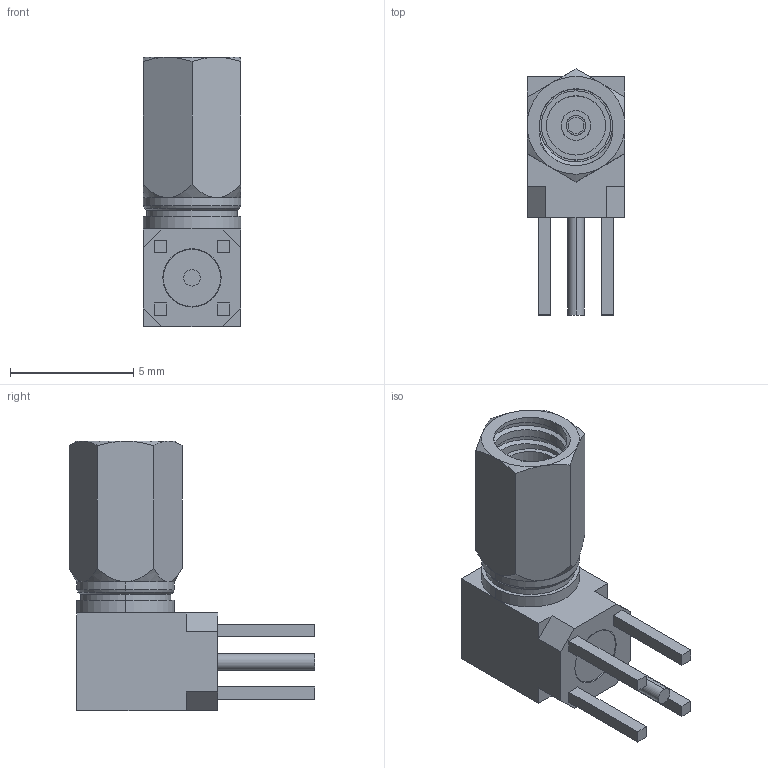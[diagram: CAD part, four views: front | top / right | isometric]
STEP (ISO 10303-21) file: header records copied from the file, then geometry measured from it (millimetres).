
FILE_DESCRIPTION (( 'STEP AP214' ), '1' );
FILE_NAME ('RFPCB-SMC-MR-12G-199_3D.step', '2023-03-17T15:13:16', ( '' ), ( '' ), 'SwSTEP 2.0', 'SolidWorks 2022', '' );
FILE_SCHEMA (( 'AUTOMOTIVE_DESIGN' ));
Length unit declared in the file: inch
Products named in the file (1): RFPCB-SMC-MR-12G-199_3D
Bounding box: 3.96 x 9.96 x 10.92 mm (x, y, z)
Volume: 157.8 mm3; surface area: 468 mm2
Topology: 3 solids, 3 shells, 124 faces, 295 edges, 189 vertices
Faces by surface type: plane 72, cylinder 33, cone 16, bspline 3
Entity records: 4243 total; most frequent: CARTESIAN_POINT 1355, ORIENTED_EDGE 590, DIRECTION 574, EDGE_CURVE 295, AXIS2_PLACEMENT_3D 204, VERTEX_POINT 189, VECTOR 166, LINE 166
